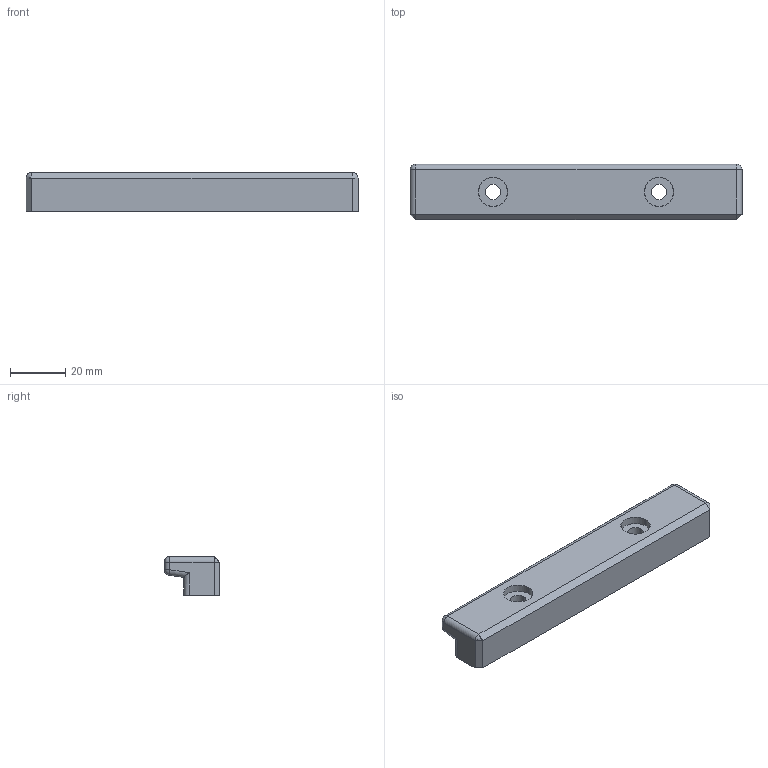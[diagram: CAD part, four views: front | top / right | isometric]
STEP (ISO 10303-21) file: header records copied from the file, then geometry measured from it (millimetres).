
FILE_DESCRIPTION (( 'STEP AP214' ), '1' );
FILE_NAME ('glass_rest.STEP', '2021-03-22T12:14:31', ( '' ), ( '' ), 'SwSTEP 2.0', 'SolidWorks 2020', '' );
FILE_SCHEMA (( 'AUTOMOTIVE_DESIGN' ));
Length unit declared in the file: centimetre
Products named in the file (1): glass_rest
Bounding box: 120 x 20 x 14 mm (x, y, z)
Volume: 26179.1 mm3; surface area: 8557 mm2
Topology: 1 solids, 1 shells, 41 faces, 93 edges, 50 vertices
Faces by surface type: cylinder 18, plane 13, cone 6, sphere 4
Entity records: 1127 total; most frequent: DIRECTION 205, CARTESIAN_POINT 185, ORIENTED_EDGE 174, EDGE_CURVE 87, AXIS2_PLACEMENT_3D 78, VERTEX_POINT 50, LINE 49, VECTOR 49
